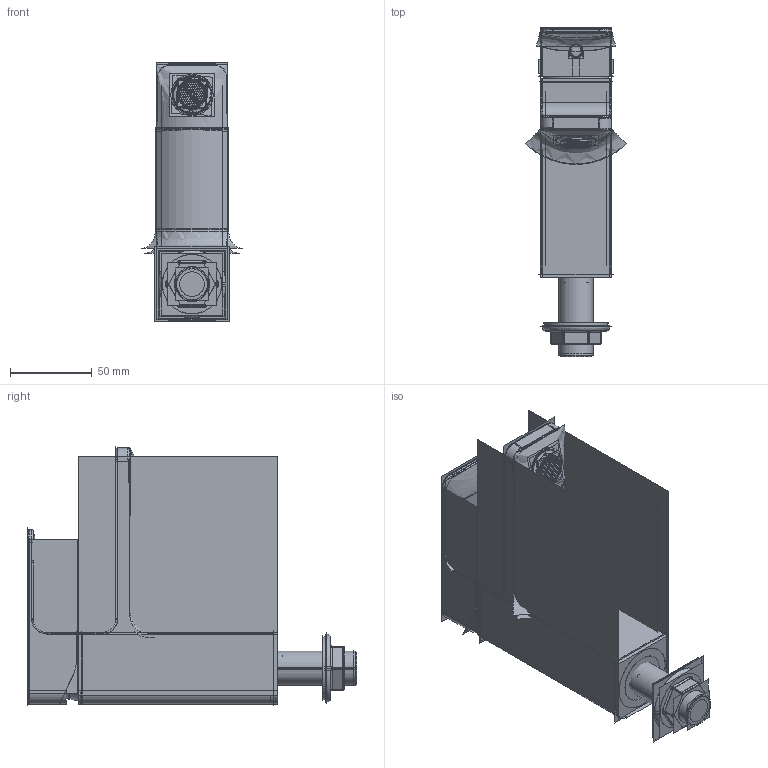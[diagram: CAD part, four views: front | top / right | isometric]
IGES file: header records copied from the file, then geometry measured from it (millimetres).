
Start section:  PTC IGES file: 3D_FFAS1306-101500BF0_D0.igs
Global section: file name: 3D_FFAS1306-101500BF0_D0.igs; native system: Creo Parametric by PTC Inc.; preprocessor: 2019224; author: 10114211; organization: Unknown; date: 20201230.105906; units: millimetre
Bounding box: 61.66 x 201.89 x 159.18 mm (x, y, z)
Surface area: 844645.3 mm2 (no closed solid volume)
Topology: 0 solids, 0 shells, 4334 faces, 51603 edges, 59514 vertices
Faces by surface type: bspline 2560, revolution 1774
